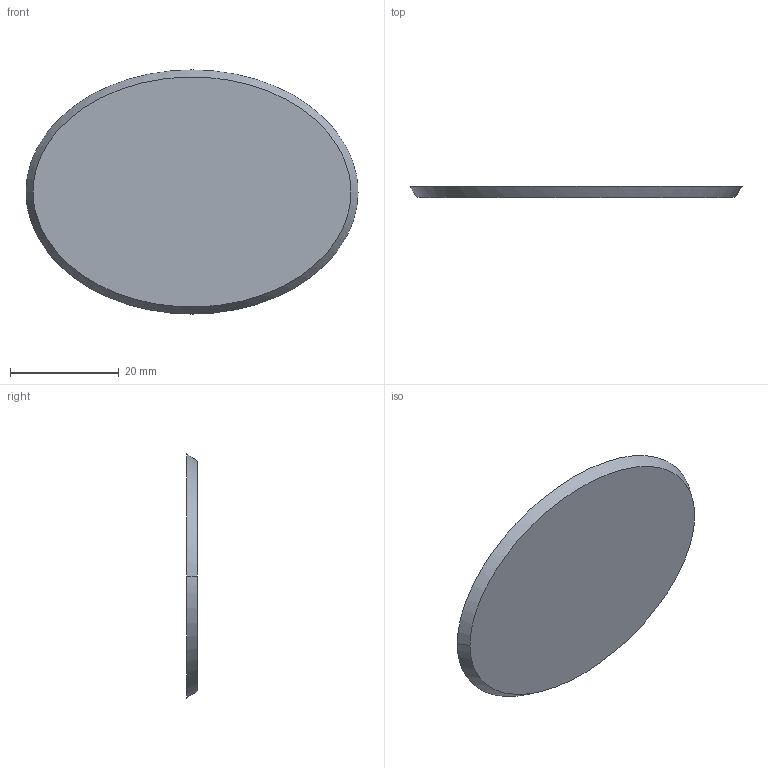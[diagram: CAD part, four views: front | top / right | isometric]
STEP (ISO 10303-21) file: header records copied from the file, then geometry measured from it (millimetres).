
FILE_DESCRIPTION (( 'STEP AP203' ), '1' );
FILE_NAME ('SHIMES TO LAZERCUT.STEP', '2024-04-16T21:12:42', ( '' ), ( '' ), 'SwSTEP 2.0', 'SolidWorks 2020', '' );
FILE_SCHEMA (( 'CONFIG_CONTROL_DESIGN' ));
Length unit declared in the file: millimetre
Products named in the file (1): SHIMES TO LAZERCUT
Bounding box: 61.2 x 2 x 45 mm (x, y, z)
Volume: 4111.1 mm3; surface area: 4503.4 mm2
Topology: 1 solids, 1 shells, 4 faces, 20 edges, 18 vertices
Faces by surface type: bspline 2, plane 2
Entity records: 465 total; most frequent: CARTESIAN_POINT 261, ORIENTED_EDGE 40, EDGE_CURVE 20, B_SPLINE_CURVE_WITH_KNOTS 20, VERTEX_POINT 18, PERSON_AND_ORGANIZATION 8, DIRECTION 6, PERSON_AND_ORGANIZATION_ROLE 5
